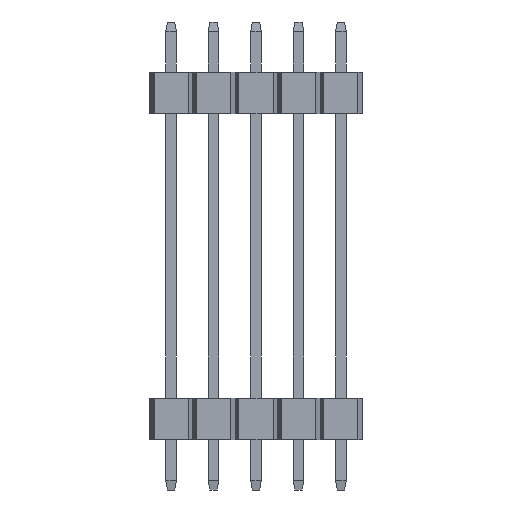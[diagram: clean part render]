
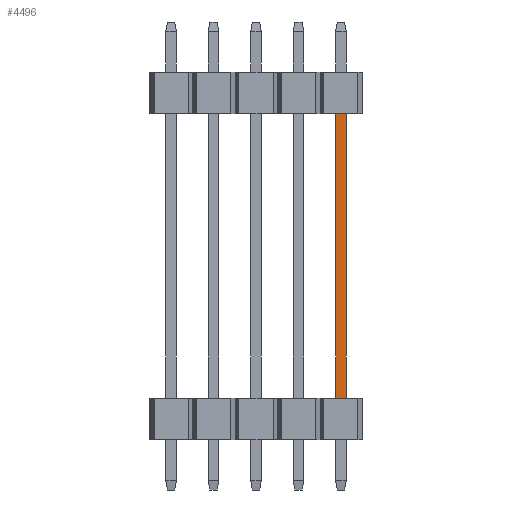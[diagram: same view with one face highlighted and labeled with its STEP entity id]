
A CAD part, front view. The second image highlights one B-rep face of the part: STEP entity #4496.
In plain terms, the highlighted planar face has unit normal (0, -1, 0).
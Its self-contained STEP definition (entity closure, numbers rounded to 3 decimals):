
#267 = DIRECTION ( 'NONE',  ( 0., 0., 1. ) ) ;
#304 = VECTOR ( 'NONE', #4276, 1000. ) ;
#388 = EDGE_CURVE ( 'NONE', #3474, #4540, #4709, .T. ) ;
#397 = VECTOR ( 'NONE', #1179, 1000. ) ;
#479 = CARTESIAN_POINT ( 'NONE',  ( -39.05, -0.32, -3. ) ) ;
#511 = LINE ( 'NONE', #4663, #304 ) ;
#571 = EDGE_CURVE ( 'NONE', #636, #3474, #4547, .T. ) ;
#636 = VERTEX_POINT ( 'NONE', #4162 ) ;
#812 = EDGE_CURVE ( 'NONE', #636, #4622, #1532, .T. ) ;
#1098 = CARTESIAN_POINT ( 'NONE',  ( -39.69, -0.32, 20. ) ) ;
#1179 = DIRECTION ( 'NONE',  ( 1., 0., 0. ) ) ;
#1241 = ORIENTED_EDGE ( 'NONE', *, *, #4457, .F. ) ;
#1349 = DIRECTION ( 'NONE',  ( 0., 0., 1. ) ) ;
#1355 = CARTESIAN_POINT ( 'NONE',  ( -39.69, -0.32, -3. ) ) ;
#1532 = LINE ( 'NONE', #2859, #4589 ) ;
#1683 = DIRECTION ( 'NONE',  ( 0., 0., 1. ) ) ;
#2859 = CARTESIAN_POINT ( 'NONE',  ( -39.69, -0.32, -3. ) ) ;
#3267 = CARTESIAN_POINT ( 'NONE',  ( -39.05, -0.32, 2.5 ) ) ;
#3413 = CARTESIAN_POINT ( 'NONE',  ( -39.05, -0.32, 20. ) ) ;
#3474 = VERTEX_POINT ( 'NONE', #3267 ) ;
#3530 = VECTOR ( 'NONE', #1349, 1000. ) ;
#3673 = EDGE_LOOP ( 'NONE', ( #4430, #4259, #4422, #1241 ) ) ;
#3797 = CARTESIAN_POINT ( 'NONE',  ( -39.69, -0.32, 2.5 ) ) ;
#3893 = DIRECTION ( 'NONE',  ( 0., 1., 0. ) ) ;
#3961 = AXIS2_PLACEMENT_3D ( 'NONE', #1355, #3893, #1683 ) ;
#4162 = CARTESIAN_POINT ( 'NONE',  ( -39.69, -0.32, 2.5 ) ) ;
#4251 = FACE_OUTER_BOUND ( 'NONE', #3673, .T. ) ;
#4259 = ORIENTED_EDGE ( 'NONE', *, *, #571, .T. ) ;
#4276 = DIRECTION ( 'NONE',  ( 1., 0., 0. ) ) ;
#4422 = ORIENTED_EDGE ( 'NONE', *, *, #388, .T. ) ;
#4430 = ORIENTED_EDGE ( 'NONE', *, *, #812, .F. ) ;
#4457 = EDGE_CURVE ( 'NONE', #4622, #4540, #511, .T. ) ;
#4496 = ADVANCED_FACE ( 'NONE', ( #4251 ), #4689, .F. ) ;
#4540 = VERTEX_POINT ( 'NONE', #3413 ) ;
#4547 = LINE ( 'NONE', #3797, #397 ) ;
#4589 = VECTOR ( 'NONE', #267, 1000. ) ;
#4622 = VERTEX_POINT ( 'NONE', #1098 ) ;
#4663 = CARTESIAN_POINT ( 'NONE',  ( -39.69, -0.32, 20. ) ) ;
#4689 = PLANE ( 'NONE',  #3961 ) ;
#4709 = LINE ( 'NONE', #479, #3530 ) ;
